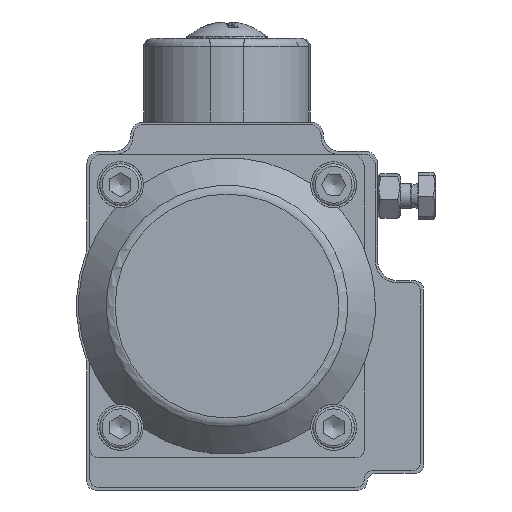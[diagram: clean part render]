
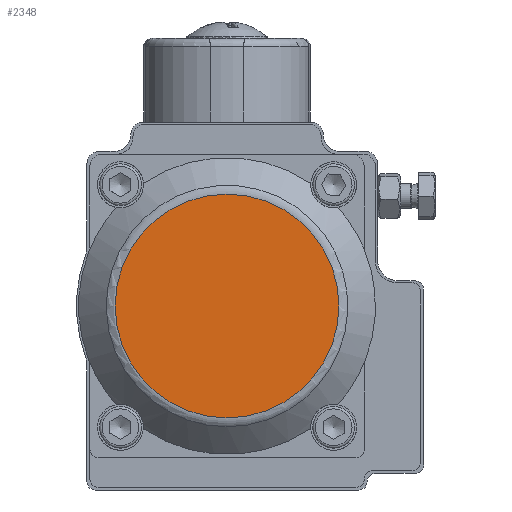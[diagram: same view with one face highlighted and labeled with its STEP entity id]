
A CAD part, front view. The second image highlights one B-rep face of the part: STEP entity #2348.
In plain terms, the highlighted planar face has unit normal (0, -1, 0).
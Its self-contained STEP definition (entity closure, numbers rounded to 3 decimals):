
#842=PLANE('',#16360);
#1360=FACE_OUTER_BOUND('',#6905,.T.);
#2348=ADVANCED_FACE('',(#1360),#842,.T.);
#5190=CIRCLE('',#16359,26.757);
#6905=EDGE_LOOP('',(#10227));
#10227=ORIENTED_EDGE('',*,*,#14284,.T.);
#12435=VERTEX_POINT('',#29320);
#14284=EDGE_CURVE('',#12435,#12435,#5190,.T.);
#16359=AXIS2_PLACEMENT_3D('',#29319,#19897,#19898);
#16360=AXIS2_PLACEMENT_3D('',#29321,#19899,#19900);
#19897=DIRECTION('',(0.,-1.,0.));
#19898=DIRECTION('',(0.,0.,-1.));
#19899=DIRECTION('',(0.,-1.,0.));
#19900=DIRECTION('',(0.,0.,-1.));
#29319=CARTESIAN_POINT('',(0.,-15.5,0.));
#29320=CARTESIAN_POINT('',(0.,-15.5,-26.757));
#29321=CARTESIAN_POINT('',(0.,-15.5,0.));
